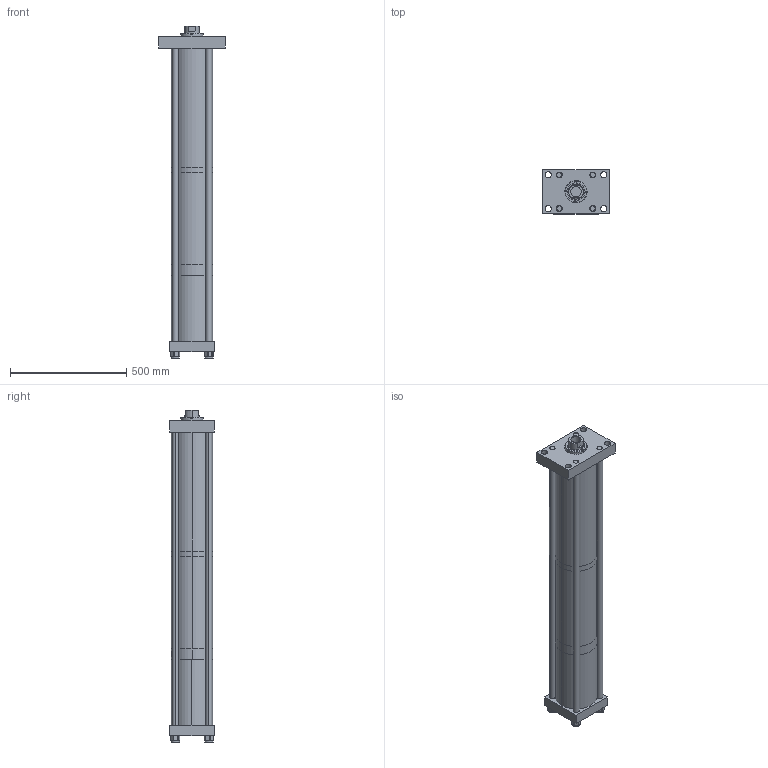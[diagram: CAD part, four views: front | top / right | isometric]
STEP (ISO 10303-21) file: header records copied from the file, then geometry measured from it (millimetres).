
FILE_DESCRIPTION (( 'STEP AP203' ), '1' );
FILE_NAME ('HPI-40-8.00-.25-FH.STEP', '2023-08-22T12:30:09', ( '' ), ( '' ), 'SwSTEP 2.0', 'SolidWorks 2022', '' );
FILE_SCHEMA (( 'CONFIG_CONTROL_DESIGN' ));
Length unit declared in the file: inch
Products named in the file (12): E3018_40-2.00-.50(54.000"); E3064; HPI-40-8.00-.25-FH; E3003; Nut30; E3013; E3010; E3001_wf9.75; E3011_40-8.00-.50; EI3005_8.0-.25; EI3014_40-.25; E3004
Assembly tree (17 placements, depth 2):
  HPI-40-8.00-.25-FH
    E3004
    E3003
    E3001_wf9.75
    E3010
    E3013
    E3064
    Nut30  x4
    E3011_40-8.00-.50
    EI3014_40-.25
    EI3005_8.0-.25
    E3018_40-2.00-.50(54.000")  x4
Bounding box: 285.75 x 190.5 x 1430.73 mm (x, y, z)
Volume: 17769462.8 mm3; surface area: 2416238.3 mm2
Topology: 17 solids, 17 shells, 377 faces, 879 edges, 566 vertices
Faces by surface type: cylinder 195, plane 148, cone 34
Entity records: 10171 total; most frequent: CARTESIAN_POINT 1927, DIRECTION 1564, ORIENTED_EDGE 1292, EDGE_CURVE 646, AXIS2_PLACEMENT_3D 644, VERTEX_POINT 422, EDGE_LOOP 364, CIRCLE 343
